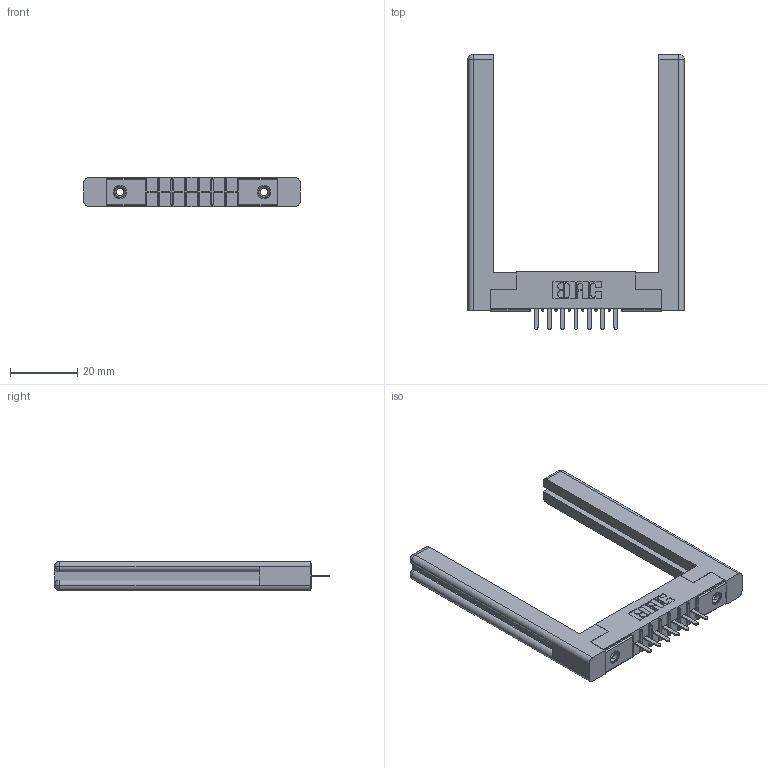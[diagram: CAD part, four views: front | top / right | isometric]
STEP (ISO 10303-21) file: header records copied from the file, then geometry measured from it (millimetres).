
FILE_DESCRIPTION (( 'STEP AP203' ), '1' );
FILE_NAME ('306-007-420-158.STEP', '2020-09-21T15:20:56', ( '' ), ( '' ), 'SwSTEP 2.0', 'SolidWorks 2020', '' );
FILE_SCHEMA (( 'CONFIG_CONTROL_DESIGN' ));
Length unit declared in the file: inch
Products named in the file (5): 345-250-001_345-250-001-102; 307-220-058; 306-290-001_120; 306 Part_.156 Dia; 306-007-420-158
Assembly tree (12 placements, depth 2):
  306-007-420-158
    306 Part_.156 Dia
    306-290-001_120  x7
    345-250-001_345-250-001-102  x2
    307-220-058  x2
Bounding box: 64.36 x 81.76 x 8.71 mm (x, y, z)
Volume: 11978.8 mm3; surface area: 11234.3 mm2
Topology: 12 solids, 12 shells, 748 faces, 2049 edges, 1314 vertices
Faces by surface type: plane 481, cylinder 215, sphere 28, cone 12, torus 12
Entity records: 13651 total; most frequent: CARTESIAN_POINT 2295, DIRECTION 2222, ORIENTED_EDGE 2212, EDGE_CURVE 1106, VECTOR 840, LINE 840, VERTEX_POINT 710, AXIS2_PLACEMENT_3D 691
